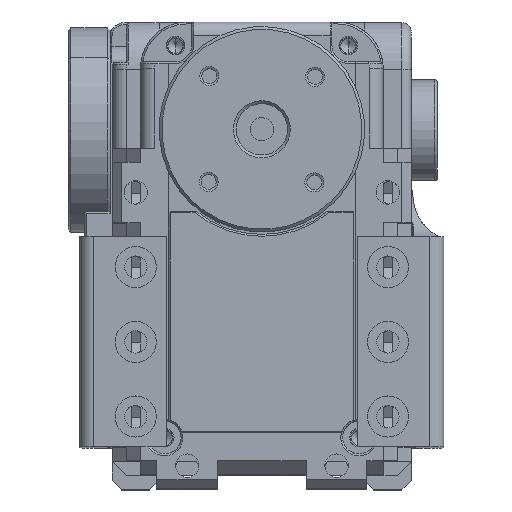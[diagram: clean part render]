
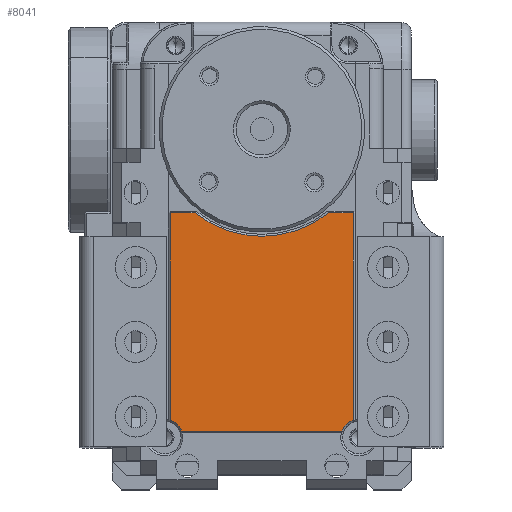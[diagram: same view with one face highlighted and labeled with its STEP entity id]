
A CAD part, top view. The second image highlights one B-rep face of the part: STEP entity #8041.
In plain terms, the highlighted planar face has unit normal (0, 0, 1).
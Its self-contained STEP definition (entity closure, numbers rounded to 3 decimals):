
#1103 = DIRECTION ( 'NONE',  ( 0., 0., 1. ) ) ;
#1551 = CARTESIAN_POINT ( 'NONE',  ( -9.8, -31.296, 54.5 ) ) ;
#2179 = CARTESIAN_POINT ( 'NONE',  ( 9.8, -31.145, 54.5 ) ) ;
#3088 = DIRECTION ( 'NONE',  ( 0., -1., 0. ) ) ;
#3597 = VERTEX_POINT ( 'NONE', #26010 ) ;
#4299 = CARTESIAN_POINT ( 'NONE',  ( 10.4, -33., 54.5 ) ) ;
#4322 = FACE_OUTER_BOUND ( 'NONE', #24380, .T. ) ;
#5771 = ORIENTED_EDGE ( 'NONE', *, *, #14031, .T. ) ;
#7374 = VERTEX_POINT ( 'NONE', #2179 ) ;
#7993 = VECTOR ( 'NONE', #45866, 1000. ) ;
#8041 = ADVANCED_FACE ( 'NONE', ( #4322 ), #19893, .T. ) ;
#9497 = EDGE_CURVE ( 'NONE', #7374, #23020, #21638, .T. ) ;
#9752 = CARTESIAN_POINT ( 'NONE',  ( -7.141, -8.95, 54.5 ) ) ;
#10039 = LINE ( 'NONE', #21450, #19247 ) ;
#10114 = CARTESIAN_POINT ( 'NONE',  ( 0., -11.45, 54.5 ) ) ;
#10579 = VERTEX_POINT ( 'NONE', #9752 ) ;
#12706 = CIRCLE ( 'NONE', #23780, 1.95 ) ;
#13027 = CARTESIAN_POINT ( 'NONE',  ( 7.141, -8.95, 54.5 ) ) ;
#13047 = ORIENTED_EDGE ( 'NONE', *, *, #19864, .T. ) ;
#13804 = EDGE_CURVE ( 'NONE', #18866, #10579, #29115, .T. ) ;
#14031 = EDGE_CURVE ( 'NONE', #3597, #20059, #20137, .T. ) ;
#14188 = DIRECTION ( 'NONE',  ( 0., 1., 0. ) ) ;
#14375 = DIRECTION ( 'NONE',  ( -1., 0., 0. ) ) ;
#14562 = CARTESIAN_POINT ( 'NONE',  ( 8.58, -32.3, 54.5 ) ) ;
#15189 = DIRECTION ( 'NONE',  ( 0., -1., 0. ) ) ;
#16718 = CARTESIAN_POINT ( 'NONE',  ( 9.8, -8.95, 54.5 ) ) ;
#18187 = ORIENTED_EDGE ( 'NONE', *, *, #13804, .T. ) ;
#18866 = VERTEX_POINT ( 'NONE', #10114 ) ;
#18891 = DIRECTION ( 'NONE',  ( 0., 0., -1. ) ) ;
#19247 = VECTOR ( 'NONE', #41167, 1000. ) ;
#19642 = VECTOR ( 'NONE', #42404, 1000. ) ;
#19864 = EDGE_CURVE ( 'NONE', #20059, #43970, #12706, .T. ) ;
#19893 = PLANE ( 'NONE',  #38114 ) ;
#20059 = VERTEX_POINT ( 'NONE', #38392 ) ;
#20137 = LINE ( 'NONE', #1551, #19642 ) ;
#21159 = DIRECTION ( 'NONE',  ( 0., 0., -1. ) ) ;
#21450 = CARTESIAN_POINT ( 'NONE',  ( 8.723, -32.3, 54.5 ) ) ;
#21638 = LINE ( 'NONE', #32999, #36581 ) ;
#21834 = DIRECTION ( 'NONE',  ( 0., -1., 0. ) ) ;
#23020 = VERTEX_POINT ( 'NONE', #16718 ) ;
#23025 = AXIS2_PLACEMENT_3D ( 'NONE', #4299, #18891, #15189 ) ;
#23780 = AXIS2_PLACEMENT_3D ( 'NONE', #36920, #41122, #21834 ) ;
#24107 = CARTESIAN_POINT ( 'NONE',  ( 0., 0., 54.5 ) ) ;
#24166 = DIRECTION ( 'NONE',  ( 0., -1., 0. ) ) ;
#24380 = EDGE_LOOP ( 'NONE', ( #38915, #46742, #29672, #44701, #38994, #18187, #39195, #5771, #13047 ) ) ;
#26010 = CARTESIAN_POINT ( 'NONE',  ( -9.8, -8.95, 54.5 ) ) ;
#28320 = CARTESIAN_POINT ( 'NONE',  ( 0., 0., 54.5 ) ) ;
#29115 = CIRCLE ( 'NONE', #40183, 11.45 ) ;
#29457 = VERTEX_POINT ( 'NONE', #14562 ) ;
#29672 = ORIENTED_EDGE ( 'NONE', *, *, #9497, .T. ) ;
#29710 = LINE ( 'NONE', #33677, #46549 ) ;
#30521 = LINE ( 'NONE', #34485, #7993 ) ;
#30926 = AXIS2_PLACEMENT_3D ( 'NONE', #43465, #47187, #24166 ) ;
#32999 = CARTESIAN_POINT ( 'NONE',  ( 9.8, -8.75, 54.5 ) ) ;
#33677 = CARTESIAN_POINT ( 'NONE',  ( 7.071, -8.95, 54.5 ) ) ;
#34485 = CARTESIAN_POINT ( 'NONE',  ( -10., -8.95, 54.5 ) ) ;
#36247 = EDGE_CURVE ( 'NONE', #29457, #7374, #38054, .T. ) ;
#36248 = EDGE_CURVE ( 'NONE', #10579, #3597, #30521, .T. ) ;
#36497 = CIRCLE ( 'NONE', #30926, 11.45 ) ;
#36581 = VECTOR ( 'NONE', #14188, 1000. ) ;
#36920 = CARTESIAN_POINT ( 'NONE',  ( -10.4, -33., 54.5 ) ) ;
#38054 = CIRCLE ( 'NONE', #23025, 1.95 ) ;
#38114 = AXIS2_PLACEMENT_3D ( 'NONE', #24107, #1103, #39204 ) ;
#38392 = CARTESIAN_POINT ( 'NONE',  ( -9.8, -31.145, 54.5 ) ) ;
#38915 = ORIENTED_EDGE ( 'NONE', *, *, #40733, .T. ) ;
#38994 = ORIENTED_EDGE ( 'NONE', *, *, #45343, .T. ) ;
#39195 = ORIENTED_EDGE ( 'NONE', *, *, #36248, .T. ) ;
#39204 = DIRECTION ( 'NONE',  ( 0., -1., 0. ) ) ;
#40183 = AXIS2_PLACEMENT_3D ( 'NONE', #28320, #21159, #3088 ) ;
#40733 = EDGE_CURVE ( 'NONE', #43970, #29457, #10039, .T. ) ;
#41122 = DIRECTION ( 'NONE',  ( 0., 0., -1. ) ) ;
#41167 = DIRECTION ( 'NONE',  ( 1., 0., 0. ) ) ;
#42404 = DIRECTION ( 'NONE',  ( 0., -1., 0. ) ) ;
#43465 = CARTESIAN_POINT ( 'NONE',  ( 0., 0., 54.5 ) ) ;
#43970 = VERTEX_POINT ( 'NONE', #47745 ) ;
#44701 = ORIENTED_EDGE ( 'NONE', *, *, #47720, .T. ) ;
#45328 = VERTEX_POINT ( 'NONE', #13027 ) ;
#45343 = EDGE_CURVE ( 'NONE', #45328, #18866, #36497, .T. ) ;
#45866 = DIRECTION ( 'NONE',  ( -1., 0., 0. ) ) ;
#46549 = VECTOR ( 'NONE', #14375, 1000. ) ;
#46742 = ORIENTED_EDGE ( 'NONE', *, *, #36247, .T. ) ;
#47187 = DIRECTION ( 'NONE',  ( 0., 0., -1. ) ) ;
#47720 = EDGE_CURVE ( 'NONE', #23020, #45328, #29710, .T. ) ;
#47745 = CARTESIAN_POINT ( 'NONE',  ( -8.58, -32.3, 54.5 ) ) ;
